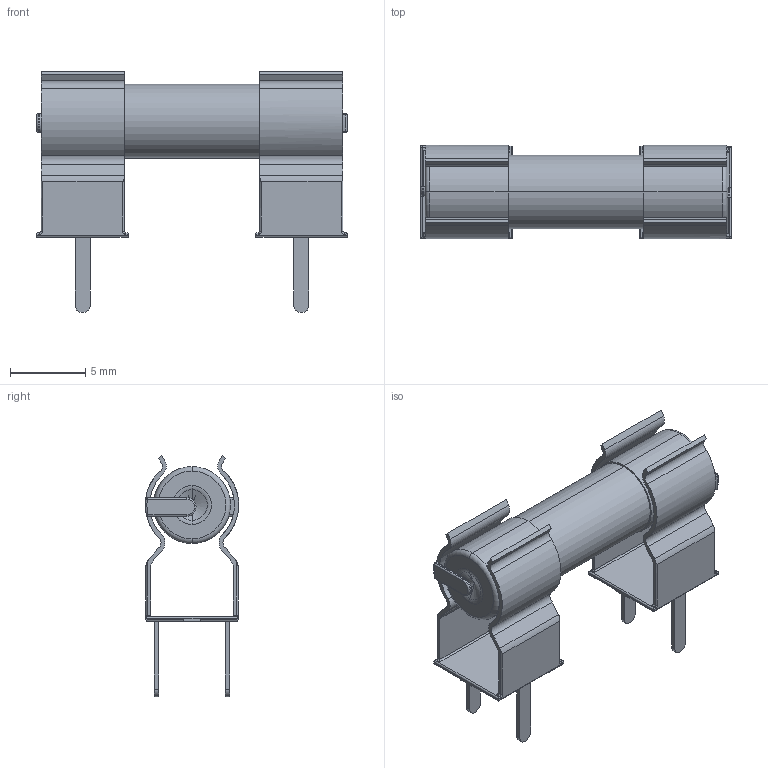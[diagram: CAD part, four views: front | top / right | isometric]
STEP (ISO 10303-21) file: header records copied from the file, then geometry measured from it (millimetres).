
FILE_DESCRIPTION(/* description */ (''),/* implementation_level */ '2;1');
FILE_NAME(/* name */ 'fusible_completo 5x20.stp',/* time_stamp */ '2020-11-25T08:54:00-05:00',/* author */ (''),/* organization */ (''),/* preprocessor_version */ 'ST-DEVELOPER v16.7',/* originating_system */ 'SIEMENS PLM Software NX 12.0',/* authorisation */ '');
FILE_SCHEMA (('AUTOMOTIVE_DESIGN { 1 0 10303 214 3 1 1 1 }'));
Length unit declared in the file: millimetre
Products named in the file (1): WiNP0A98AA4Acsv9
Bounding box: 20.6 x 6.19 x 16 mm (x, y, z)
Volume: 145.1 mm3; surface area: 1610.4 mm2
Topology: 6 solids, 6 shells, 241 faces, 619 edges, 391 vertices
Faces by surface type: cylinder 119, plane 78, torus 30, cone 8, sphere 4, bspline 2
Entity records: 7657 total; most frequent: CARTESIAN_POINT 1621, DIRECTION 1319, ORIENTED_EDGE 1214, EDGE_CURVE 607, AXIS2_PLACEMENT_3D 505, VERTEX_POINT 391, LINE 309, VECTOR 309
